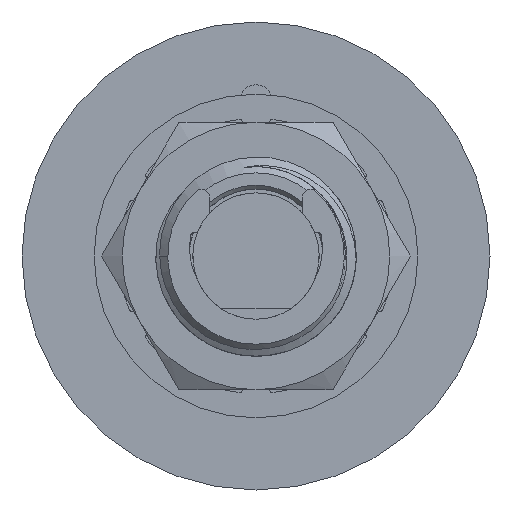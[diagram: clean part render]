
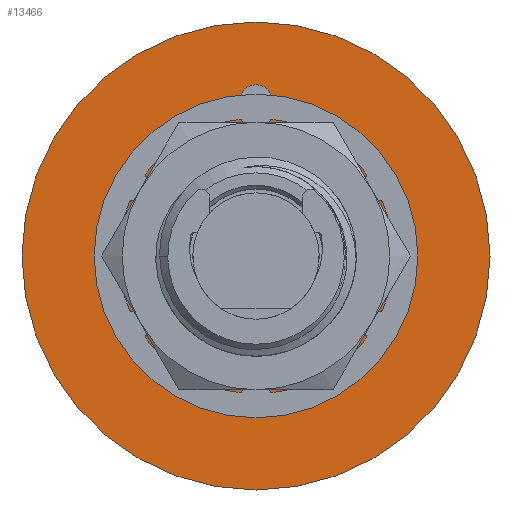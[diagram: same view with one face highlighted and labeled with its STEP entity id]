
A CAD part, front view. The second image highlights one B-rep face of the part: STEP entity #13466.
In plain terms, the highlighted planar face has unit normal (0, -1, 0).
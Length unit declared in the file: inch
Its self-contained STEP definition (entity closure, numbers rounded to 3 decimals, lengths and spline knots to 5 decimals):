
#814=CARTESIAN_POINT('',(0.,0.,0.));
#815=DIRECTION('',(0.,-1.,0.));
#816=DIRECTION('',(1.,0.,0.));
#817=AXIS2_PLACEMENT_3D('',#814,#815,#816);
#828=CARTESIAN_POINT('',(0.,0.,0.));
#829=DIRECTION('',(0.,1.,0.));
#830=DIRECTION('',(1.,0.,0.));
#831=AXIS2_PLACEMENT_3D('',#828,#829,#830);
#848=CARTESIAN_POINT('',(0.,0.,0.29));
#849=DIRECTION('',(0.,-1.,0.));
#850=DIRECTION('',(-1.,0.,0.));
#851=AXIS2_PLACEMENT_3D('',#848,#849,#850);
#853=CARTESIAN_POINT('',(0.,0.,0.29));
#854=DIRECTION('',(0.,-1.,0.));
#855=DIRECTION('',(1.,0.,0.));
#856=AXIS2_PLACEMENT_3D('',#853,#854,#855);
#866=CARTESIAN_POINT('',(0.,0.,0.));
#867=DIRECTION('',(0.,-1.,0.));
#868=DIRECTION('',(-1.,0.,0.));
#869=AXIS2_PLACEMENT_3D('',#866,#867,#868);
#871=CARTESIAN_POINT('',(0.,0.,0.));
#872=DIRECTION('',(0.,1.,0.));
#873=DIRECTION('',(-1.,0.,0.));
#874=AXIS2_PLACEMENT_3D('',#871,#872,#873);
#11251=CARTESIAN_POINT('',(0.4375,0.,0.));
#11252=CARTESIAN_POINT('',(-0.4375,0.,0.));
#11253=VERTEX_POINT('',#11251);
#11254=VERTEX_POINT('',#11252);
#11267=CARTESIAN_POINT('',(-0.03,0.,0.29));
#11268=CARTESIAN_POINT('',(0.03,0.,0.29));
#11269=VERTEX_POINT('',#11267);
#11270=VERTEX_POINT('',#11268);
#11322=CARTESIAN_POINT('',(-0.235,0.,0.));
#11324=VERTEX_POINT('',#11322);
#11326=CARTESIAN_POINT('',(0.235,0.,0.));
#11328=VERTEX_POINT('',#11326);
#13445=CARTESIAN_POINT('',(0.,0.,0.));
#13446=DIRECTION('',(0.,1.,0.));
#13447=DIRECTION('',(1.,0.,0.));
#13448=AXIS2_PLACEMENT_3D('',#13445,#13446,#13447);
#13449=PLANE('',#13448);
#13450=ORIENTED_EDGE('',*,*,#13412,.F.);
#13451=ORIENTED_EDGE('',*,*,#13427,.T.);
#13452=EDGE_LOOP('',(#13450,#13451));
#13453=FACE_OUTER_BOUND('',#13452,.F.);
#13455=ORIENTED_EDGE('',*,*,#13454,.T.);
#13457=ORIENTED_EDGE('',*,*,#13456,.F.);
#13458=EDGE_LOOP('',(#13455,#13457));
#13459=FACE_BOUND('',#13458,.F.);
#13461=ORIENTED_EDGE('',*,*,#13460,.T.);
#13463=ORIENTED_EDGE('',*,*,#13462,.T.);
#13464=EDGE_LOOP('',(#13461,#13463));
#13465=FACE_BOUND('',#13464,.F.);
#13466=ADVANCED_FACE('',(#13453,#13459,#13465),#13449,.F.);
#818=CIRCLE('',#817,0.4375);
#832=CIRCLE('',#831,0.4375);
#852=CIRCLE('',#851,0.03);
#857=CIRCLE('',#856,0.03);
#870=CIRCLE('',#869,0.235);
#875=CIRCLE('',#874,0.235);
#13412=EDGE_CURVE('',#11253,#11254,#818,.T.);
#13427=EDGE_CURVE('',#11253,#11254,#832,.T.);
#13454=EDGE_CURVE('',#11324,#11328,#870,.T.);
#13456=EDGE_CURVE('',#11324,#11328,#875,.T.);
#13460=EDGE_CURVE('',#11269,#11270,#852,.T.);
#13462=EDGE_CURVE('',#11270,#11269,#857,.T.);
